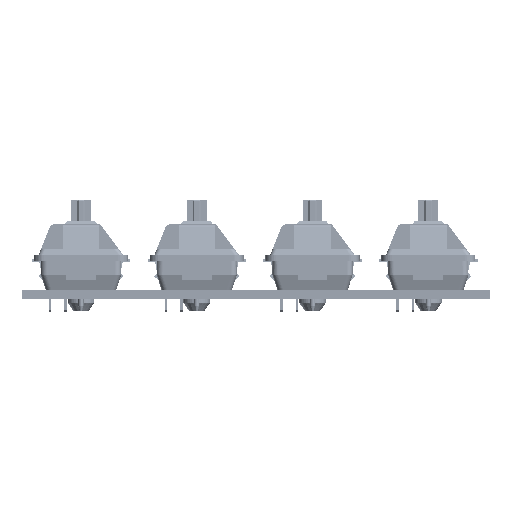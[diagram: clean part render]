
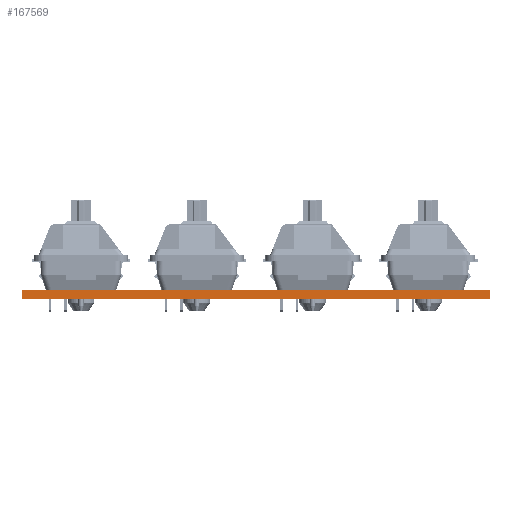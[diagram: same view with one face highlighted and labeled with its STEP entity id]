
A CAD part, left-side view. The second image highlights one B-rep face of the part: STEP entity #167569.
In plain terms, the highlighted planar face has unit normal (-1, 0, 0).
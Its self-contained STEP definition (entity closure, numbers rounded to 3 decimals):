
#167513 = VERTEX_POINT('',#167514);
#167514 = CARTESIAN_POINT('',(87.35,-126.86,1.51));
#167520 = EDGE_CURVE('',#167521,#167513,#167523,.T.);
#167521 = VERTEX_POINT('',#167522);
#167522 = CARTESIAN_POINT('',(87.35,-126.86,0.));
#167523 = LINE('',#167524,#167525);
#167524 = CARTESIAN_POINT('',(87.35,-126.86,0.));
#167525 = VECTOR('',#167526,1.);
#167526 = DIRECTION('',(0.,0.,1.));
#167569 = ADVANCED_FACE('',(#167570),#167595,.T.);
#167570 = FACE_BOUND('',#167571,.T.);
#167571 = EDGE_LOOP('',(#167572,#167573,#167581,#167589));
#167572 = ORIENTED_EDGE('',*,*,#167520,.T.);
#167573 = ORIENTED_EDGE('',*,*,#167574,.T.);
#167574 = EDGE_CURVE('',#167513,#167575,#167577,.T.);
#167575 = VERTEX_POINT('',#167576);
#167576 = CARTESIAN_POINT('',(87.35,-49.87,1.51));
#167577 = LINE('',#167578,#167579);
#167578 = CARTESIAN_POINT('',(87.35,-126.86,1.51));
#167579 = VECTOR('',#167580,1.);
#167580 = DIRECTION('',(0.,1.,0.));
#167581 = ORIENTED_EDGE('',*,*,#167582,.F.);
#167582 = EDGE_CURVE('',#167583,#167575,#167585,.T.);
#167583 = VERTEX_POINT('',#167584);
#167584 = CARTESIAN_POINT('',(87.35,-49.87,0.));
#167585 = LINE('',#167586,#167587);
#167586 = CARTESIAN_POINT('',(87.35,-49.87,0.));
#167587 = VECTOR('',#167588,1.);
#167588 = DIRECTION('',(0.,0.,1.));
#167589 = ORIENTED_EDGE('',*,*,#167590,.F.);
#167590 = EDGE_CURVE('',#167521,#167583,#167591,.T.);
#167591 = LINE('',#167592,#167593);
#167592 = CARTESIAN_POINT('',(87.35,-126.86,0.));
#167593 = VECTOR('',#167594,1.);
#167594 = DIRECTION('',(0.,1.,0.));
#167595 = PLANE('',#167596);
#167596 = AXIS2_PLACEMENT_3D('',#167597,#167598,#167599);
#167597 = CARTESIAN_POINT('',(87.35,-126.86,0.));
#167598 = DIRECTION('',(-1.,0.,0.));
#167599 = DIRECTION('',(0.,1.,0.));
